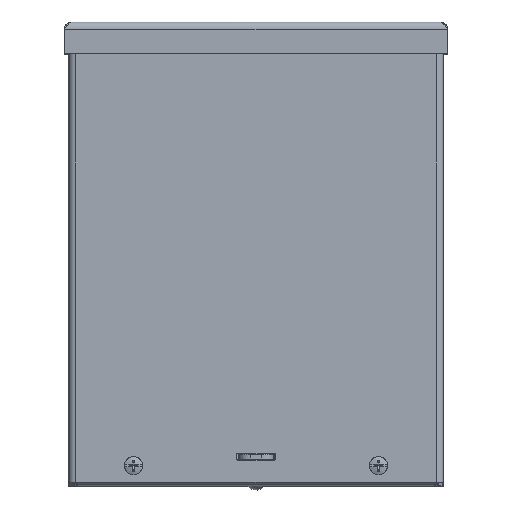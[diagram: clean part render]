
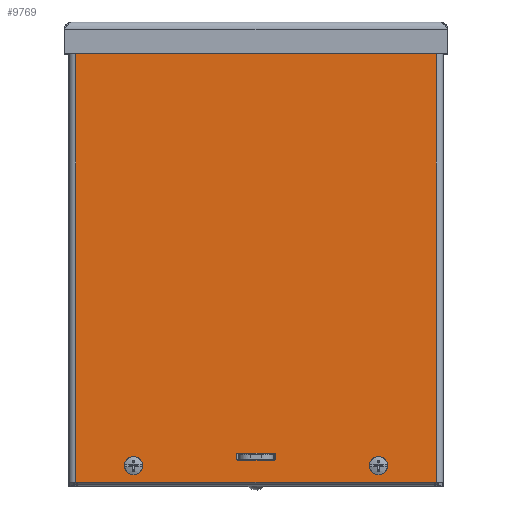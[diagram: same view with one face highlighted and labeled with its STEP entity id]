
A CAD part, top view. The second image highlights one B-rep face of the part: STEP entity #9769.
In plain terms, the highlighted planar face has unit normal (0, 0, 1).
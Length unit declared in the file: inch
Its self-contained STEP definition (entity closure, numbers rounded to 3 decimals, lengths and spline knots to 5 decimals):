
#59 = VERTEX_POINT ( 'NONE', #5340 ) ;
#93 = CARTESIAN_POINT ( 'NONE',  ( -0.39063, -4.28988, 4.19362 ) ) ;
#144 = CARTESIAN_POINT ( 'NONE',  ( 0.42188, -2.13713, 4.19362 ) ) ;
#174 = DIRECTION ( 'NONE',  ( 1., 0., 0. ) ) ;
#184 = ORIENTED_EDGE ( 'NONE', *, *, #1627, .T. ) ;
#724 = DIRECTION ( 'NONE',  ( 0., -1., 0. ) ) ;
#872 = ORIENTED_EDGE ( 'NONE', *, *, #2965, .F. ) ;
#1125 = CARTESIAN_POINT ( 'NONE',  ( -2.65625, 4.59375, 4.19362 ) ) ;
#1169 = EDGE_CURVE ( 'NONE', #5528, #17358, #7581, .T. ) ;
#1178 = ORIENTED_EDGE ( 'NONE', *, *, #11194, .T. ) ;
#1209 = FACE_BOUND ( 'NONE', #3838, .T. ) ;
#1323 = VERTEX_POINT ( 'NONE', #9726 ) ;
#1393 = CARTESIAN_POINT ( 'NONE',  ( -0.21094, -4.28988, 4.19362 ) ) ;
#1627 = EDGE_CURVE ( 'NONE', #10899, #10899, #8047, .T. ) ;
#1653 = ORIENTED_EDGE ( 'NONE', *, *, #4675, .T. ) ;
#1808 = EDGE_CURVE ( 'NONE', #59, #59, #17584, .T. ) ;
#1911 = VERTEX_POINT ( 'NONE', #8573 ) ;
#2068 = ORIENTED_EDGE ( 'NONE', *, *, #12010, .F. ) ;
#2292 = DIRECTION ( 'NONE',  ( 0., 0., -1. ) ) ;
#2319 = LINE ( 'NONE', #9702, #5753 ) ;
#2332 = VERTEX_POINT ( 'NONE', #93 ) ;
#2707 = EDGE_CURVE ( 'NONE', #14880, #15565, #2319, .T. ) ;
#2815 = EDGE_CURVE ( 'NONE', #15457, #15457, #12738, .T. ) ;
#2817 = VECTOR ( 'NONE', #11360, 39.37008 ) ;
#2890 = VECTOR ( 'NONE', #10886, 39.37008 ) ;
#2965 = EDGE_CURVE ( 'NONE', #2332, #17358, #13618, .T. ) ;
#3344 = VERTEX_POINT ( 'NONE', #8079 ) ;
#3576 = FACE_BOUND ( 'NONE', #5556, .T. ) ;
#3803 = DIRECTION ( 'NONE',  ( 0., 0., 1. ) ) ;
#3838 = EDGE_LOOP ( 'NONE', ( #184 ) ) ;
#3918 = CARTESIAN_POINT ( 'NONE',  ( 0.21094, -4.44613, 4.19362 ) ) ;
#4133 = CARTESIAN_POINT ( 'NONE',  ( -0.42188, -4.32113, 4.19362 ) ) ;
#4193 = CARTESIAN_POINT ( 'NONE',  ( 0.42187, -4.41488, 4.19362 ) ) ;
#4202 = DIRECTION ( 'NONE',  ( 1., 0., 0. ) ) ;
#4546 = EDGE_LOOP ( 'NONE', ( #16199 ) ) ;
#4645 = EDGE_CURVE ( 'NONE', #1911, #14880, #8114, .T. ) ;
#4675 = EDGE_CURVE ( 'NONE', #1323, #16919, #13578, .T. ) ;
#4678 = EDGE_LOOP ( 'NONE', ( #1178 ) ) ;
#4727 = AXIS2_PLACEMENT_3D ( 'NONE', #12904, #14364, #8696 ) ;
#5169 = CARTESIAN_POINT ( 'NONE',  ( -0.42188, -4.41488, 4.19362 ) ) ;
#5182 = CARTESIAN_POINT ( 'NONE',  ( 2.65625, 4.59375, 4.19362 ) ) ;
#5340 = CARTESIAN_POINT ( 'NONE',  ( -2.53125, -4.5625, 4.19362 ) ) ;
#5528 = VERTEX_POINT ( 'NONE', #5169 ) ;
#5544 = ORIENTED_EDGE ( 'NONE', *, *, #14596, .T. ) ;
#5556 = EDGE_LOOP ( 'NONE', ( #5766 ) ) ;
#5753 = VECTOR ( 'NONE', #12560, 39.37008 ) ;
#5766 = ORIENTED_EDGE ( 'NONE', *, *, #1808, .T. ) ;
#5862 = ORIENTED_EDGE ( 'NONE', *, *, #12840, .F. ) ;
#6484 = LINE ( 'NONE', #144, #2817 ) ;
#6524 = ORIENTED_EDGE ( 'NONE', *, *, #15899, .T. ) ;
#6528 = DIRECTION ( 'NONE',  ( 0.707, 0.707, 0. ) ) ;
#6701 = DIRECTION ( 'NONE',  ( -1., 0., 0. ) ) ;
#6732 = CARTESIAN_POINT ( 'NONE',  ( -4.059, -4.92188, 4.19362 ) ) ;
#6919 = CARTESIAN_POINT ( 'NONE',  ( 0., 0.01562, 4.19362 ) ) ;
#6934 = ORIENTED_EDGE ( 'NONE', *, *, #2707, .T. ) ;
#6956 = AXIS2_PLACEMENT_3D ( 'NONE', #10921, #3803, #6528 ) ;
#6994 = EDGE_LOOP ( 'NONE', ( #11565, #6934, #6524, #8115 ) ) ;
#7050 = CARTESIAN_POINT ( 'NONE',  ( -3.90625, -4.92188, 4.19362 ) ) ;
#7562 = DIRECTION ( 'NONE',  ( 0., 0., 1. ) ) ;
#7581 = LINE ( 'NONE', #17554, #17802 ) ;
#7655 = VERTEX_POINT ( 'NONE', #7050 ) ;
#7717 = CARTESIAN_POINT ( 'NONE',  ( -2.53125, 4.59375, 4.19362 ) ) ;
#7850 = CARTESIAN_POINT ( 'NONE',  ( -3.90625, 4.95312, 4.19362 ) ) ;
#7863 = AXIS2_PLACEMENT_3D ( 'NONE', #10743, #16131, #7933 ) ;
#7933 = DIRECTION ( 'NONE',  ( 0.707, -0.707, 0. ) ) ;
#8047 = CIRCLE ( 'NONE', #12096, 0.125 ) ;
#8079 = CARTESIAN_POINT ( 'NONE',  ( 0.39062, -4.28988, 4.19362 ) ) ;
#8114 = LINE ( 'NONE', #9503, #11390 ) ;
#8115 = ORIENTED_EDGE ( 'NONE', *, *, #12566, .T. ) ;
#8228 = DIRECTION ( 'NONE',  ( 0., 0., -1. ) ) ;
#8304 = VERTEX_POINT ( 'NONE', #13418 ) ;
#8457 = CARTESIAN_POINT ( 'NONE',  ( 2.65625, -4.5625, 4.19362 ) ) ;
#8525 = VECTOR ( 'NONE', #724, 39.37008 ) ;
#8571 = FACE_BOUND ( 'NONE', #4678, .T. ) ;
#8573 = CARTESIAN_POINT ( 'NONE',  ( 3.90625, -4.92188, 4.19362 ) ) ;
#8696 = DIRECTION ( 'NONE',  ( -0.707, 0.707, 0. ) ) ;
#9425 = VECTOR ( 'NONE', #17138, 39.37008 ) ;
#9503 = CARTESIAN_POINT ( 'NONE',  ( 3.90625, -2.45313, 4.19362 ) ) ;
#9702 = CARTESIAN_POINT ( 'NONE',  ( 4.059, 4.95313, 4.19362 ) ) ;
#9726 = CARTESIAN_POINT ( 'NONE',  ( 0.39062, -4.44613, 4.19362 ) ) ;
#9769 = ADVANCED_FACE ( 'NONE', ( #14050, #3576, #8571, #17898, #10543, #1209 ), #15015, .F. ) ;
#10272 = ORIENTED_EDGE ( 'NONE', *, *, #1169, .T. ) ;
#10543 = FACE_BOUND ( 'NONE', #4546, .T. ) ;
#10558 = DIRECTION ( 'NONE',  ( -0.707, -0.707, 0. ) ) ;
#10739 = LINE ( 'NONE', #1393, #9425 ) ;
#10743 = CARTESIAN_POINT ( 'NONE',  ( 0.39063, -4.41488, 4.19362 ) ) ;
#10798 = AXIS2_PLACEMENT_3D ( 'NONE', #11820, #7562, #10558 ) ;
#10886 = DIRECTION ( 'NONE',  ( 1., 0., 0. ) ) ;
#10899 = VERTEX_POINT ( 'NONE', #16164 ) ;
#10921 = CARTESIAN_POINT ( 'NONE',  ( 0.39063, -4.32113, 4.19362 ) ) ;
#11194 = EDGE_CURVE ( 'NONE', #12415, #12415, #11938, .T. ) ;
#11360 = DIRECTION ( 'NONE',  ( 0., -1., 0. ) ) ;
#11390 = VECTOR ( 'NONE', #12296, 39.37008 ) ;
#11512 = AXIS2_PLACEMENT_3D ( 'NONE', #8457, #14140, #174 ) ;
#11565 = ORIENTED_EDGE ( 'NONE', *, *, #4645, .T. ) ;
#11820 = CARTESIAN_POINT ( 'NONE',  ( -0.39063, -4.41488, 4.19362 ) ) ;
#11938 = CIRCLE ( 'NONE', #14854, 0.125 ) ;
#12010 = EDGE_CURVE ( 'NONE', #1323, #16847, #13146, .T. ) ;
#12096 = AXIS2_PLACEMENT_3D ( 'NONE', #5182, #2292, #14754 ) ;
#12278 = ORIENTED_EDGE ( 'NONE', *, *, #17522, .T. ) ;
#12296 = DIRECTION ( 'NONE',  ( 0., 1., 0. ) ) ;
#12415 = VERTEX_POINT ( 'NONE', #7717 ) ;
#12465 = LINE ( 'NONE', #6732, #2890 ) ;
#12560 = DIRECTION ( 'NONE',  ( -1., 0., 0. ) ) ;
#12566 = EDGE_CURVE ( 'NONE', #7655, #1911, #12465, .T. ) ;
#12684 = LINE ( 'NONE', #13369, #8525 ) ;
#12738 = CIRCLE ( 'NONE', #11512, 0.125 ) ;
#12840 = EDGE_CURVE ( 'NONE', #5528, #16919, #16093, .T. ) ;
#12872 = CARTESIAN_POINT ( 'NONE',  ( -0.39063, -4.44613, 4.19362 ) ) ;
#12904 = CARTESIAN_POINT ( 'NONE',  ( -0.39063, -4.32113, 4.19362 ) ) ;
#13106 = EDGE_CURVE ( 'NONE', #8304, #3344, #16303, .T. ) ;
#13146 = CIRCLE ( 'NONE', #7863, 0.03125 ) ;
#13369 = CARTESIAN_POINT ( 'NONE',  ( -3.90625, 2.48438, 4.19362 ) ) ;
#13418 = CARTESIAN_POINT ( 'NONE',  ( 0.42187, -4.32113, 4.19362 ) ) ;
#13578 = LINE ( 'NONE', #3918, #16146 ) ;
#13618 = CIRCLE ( 'NONE', #4727, 0.03125 ) ;
#13687 = CARTESIAN_POINT ( 'NONE',  ( 3.90625, 4.95312, 4.19362 ) ) ;
#13722 = CARTESIAN_POINT ( 'NONE',  ( 2.78125, -4.5625, 4.19362 ) ) ;
#13799 = DIRECTION ( 'NONE',  ( 1., 0., 0. ) ) ;
#13952 = DIRECTION ( 'NONE',  ( 0., 0., -1. ) ) ;
#14050 = FACE_OUTER_BOUND ( 'NONE', #6994, .T. ) ;
#14140 = DIRECTION ( 'NONE',  ( 0., 0., -1. ) ) ;
#14364 = DIRECTION ( 'NONE',  ( 0., 0., 1. ) ) ;
#14490 = EDGE_LOOP ( 'NONE', ( #5544, #2068, #1653, #5862, #10272, #872, #12278, #16069 ) ) ;
#14596 = EDGE_CURVE ( 'NONE', #8304, #16847, #6484, .T. ) ;
#14754 = DIRECTION ( 'NONE',  ( 1., 0., 0. ) ) ;
#14854 = AXIS2_PLACEMENT_3D ( 'NONE', #1125, #17790, #15017 ) ;
#14880 = VERTEX_POINT ( 'NONE', #13687 ) ;
#15015 = PLANE ( 'NONE',  #15162 ) ;
#15017 = DIRECTION ( 'NONE',  ( 1., 0., 0. ) ) ;
#15162 = AXIS2_PLACEMENT_3D ( 'NONE', #6919, #13952, #4202 ) ;
#15217 = AXIS2_PLACEMENT_3D ( 'NONE', #17864, #8228, #13799 ) ;
#15457 = VERTEX_POINT ( 'NONE', #13722 ) ;
#15565 = VERTEX_POINT ( 'NONE', #7850 ) ;
#15899 = EDGE_CURVE ( 'NONE', #15565, #7655, #12684, .T. ) ;
#16069 = ORIENTED_EDGE ( 'NONE', *, *, #13106, .F. ) ;
#16093 = CIRCLE ( 'NONE', #10798, 0.03125 ) ;
#16131 = DIRECTION ( 'NONE',  ( 0., 0., 1. ) ) ;
#16146 = VECTOR ( 'NONE', #6701, 39.37008 ) ;
#16164 = CARTESIAN_POINT ( 'NONE',  ( 2.78125, 4.59375, 4.19362 ) ) ;
#16199 = ORIENTED_EDGE ( 'NONE', *, *, #2815, .T. ) ;
#16303 = CIRCLE ( 'NONE', #6956, 0.03125 ) ;
#16304 = DIRECTION ( 'NONE',  ( 0., 1., 0. ) ) ;
#16847 = VERTEX_POINT ( 'NONE', #4193 ) ;
#16919 = VERTEX_POINT ( 'NONE', #12872 ) ;
#17138 = DIRECTION ( 'NONE',  ( 1., 0., 0. ) ) ;
#17358 = VERTEX_POINT ( 'NONE', #4133 ) ;
#17522 = EDGE_CURVE ( 'NONE', #2332, #3344, #10739, .T. ) ;
#17554 = CARTESIAN_POINT ( 'NONE',  ( -0.42188, -2.21525, 4.19362 ) ) ;
#17584 = CIRCLE ( 'NONE', #15217, 0.125 ) ;
#17790 = DIRECTION ( 'NONE',  ( 0., 0., -1. ) ) ;
#17802 = VECTOR ( 'NONE', #16304, 39.37008 ) ;
#17864 = CARTESIAN_POINT ( 'NONE',  ( -2.65625, -4.5625, 4.19362 ) ) ;
#17898 = FACE_BOUND ( 'NONE', #14490, .T. ) ;
